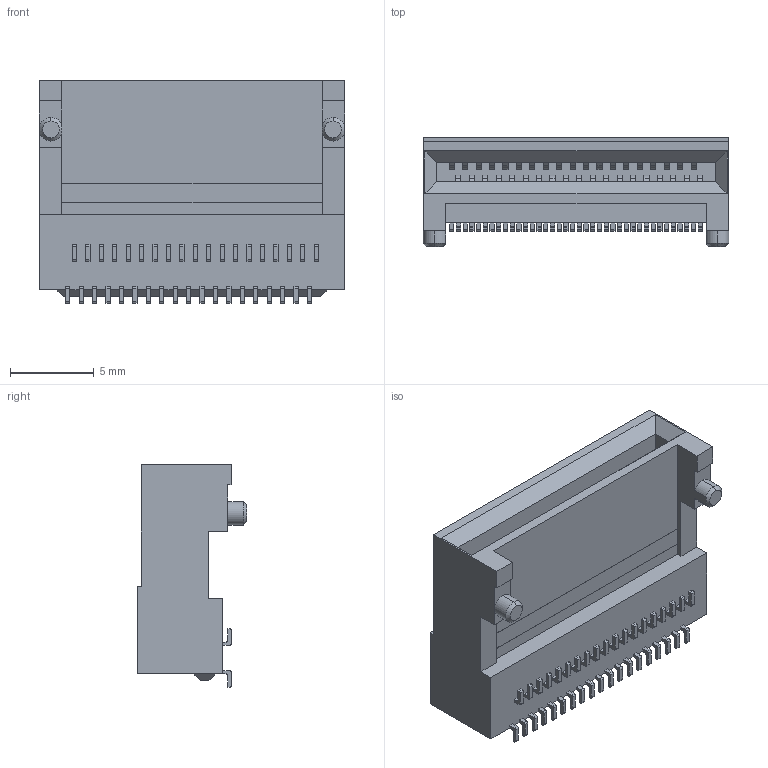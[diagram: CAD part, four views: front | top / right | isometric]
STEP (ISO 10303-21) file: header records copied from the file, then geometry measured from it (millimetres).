
FILE_DESCRIPTION (( 'STEP AP203' ), '1' );
FILE_NAME ('M-FS1-Z38-X0Z6-60-REVT1.STEP', '2016-04-22T19:35:06', ( '' ), ( '' ), 'SwSTEP 2.0', 'SolidWorks 2014', '' );
FILE_SCHEMA (( 'CONFIG_CONTROL_DESIGN' ));
Length unit declared in the file: millimetre
Products named in the file (1): M-FS1-Z38-X0Z6-60-REVT1
Bounding box: 18.2 x 6.54 x 13.27 mm (x, y, z)
Volume: 867.1 mm3; surface area: 1075.7 mm2
Topology: 1 solids, 1 shells, 609 faces, 1634 edges, 1086 vertices
Faces by surface type: plane 447, cylinder 158, cone 4
Entity records: 19013 total; most frequent: CARTESIAN_POINT 3340, ORIENTED_EDGE 3268, DIRECTION 3174, EDGE_CURVE 1634, LINE 1310, VECTOR 1310, VERTEX_POINT 1086, AXIS2_PLACEMENT_3D 932
